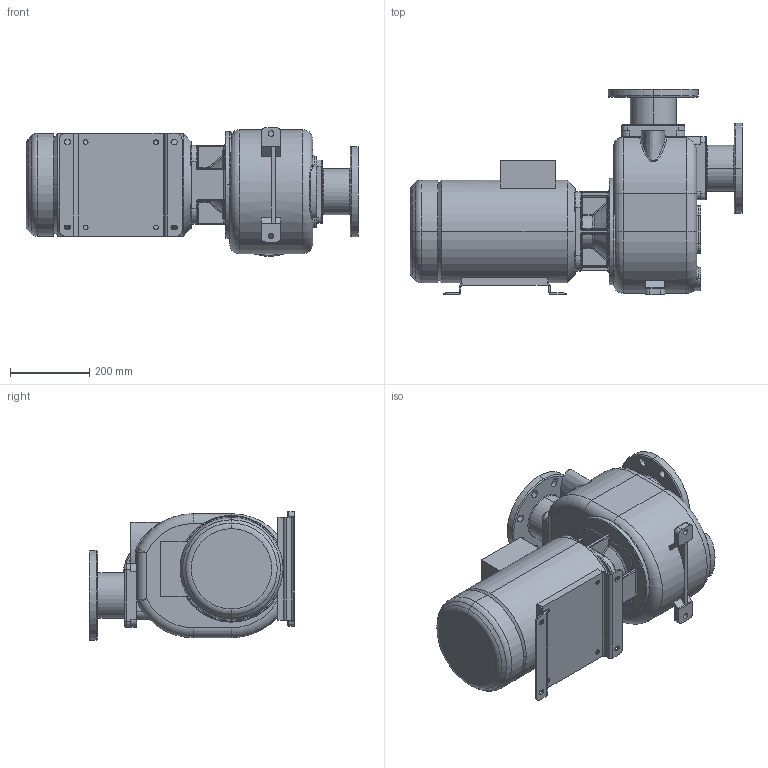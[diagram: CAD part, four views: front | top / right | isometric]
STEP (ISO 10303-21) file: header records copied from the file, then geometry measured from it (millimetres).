
FILE_DESCRIPTION((''),'2;1');
FILE_NAME('S100_T_F','2012-02-29T',('Amenduni'),(''),'PRO/ENGINEER BY PARAMETRIC TECHNOLOGY CORPORATION, 2011370','PRO/ENGINEER BY PARAMETRIC TECHNOLOGY CORPORATION, 2011370','');
FILE_SCHEMA(('CONFIG_CONTROL_DESIGN'));
Length unit declared in the file: millimetre
Products named in the file (1): S100_T_F
Bounding box: 840.5 x 520 x 326.5 mm (x, y, z)
Volume: 51596279.7 mm3; surface area: 1479206.9 mm2
Topology: 1 solids, 1 shells, 598 faces, 1454 edges, 868 vertices
Faces by surface type: cylinder 216, plane 157, bspline 119, torus 81, sphere 12, cone 10, extrusion 3
Entity records: 28500 total; most frequent: CARTESIAN_POINT 14899, ORIENTED_EDGE 2892, DIRECTION 2817, EDGE_CURVE 1446, AXIS2_PLACEMENT_3D 1139, VERTEX_POINT 868, EDGE_LOOP 664, CIRCLE 660
